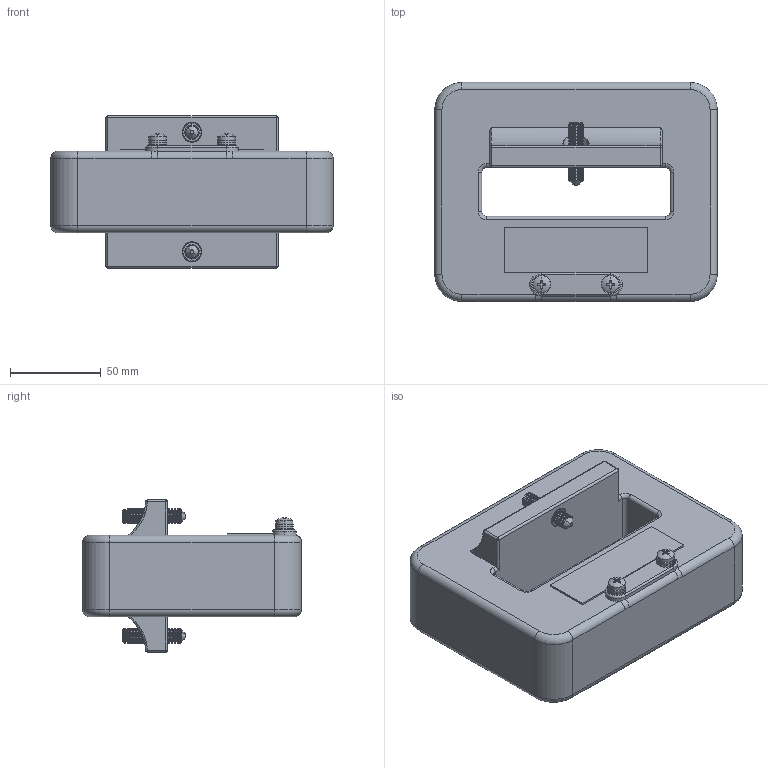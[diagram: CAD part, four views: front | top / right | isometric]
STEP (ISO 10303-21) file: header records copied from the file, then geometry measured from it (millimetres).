
FILE_DESCRIPTION (( 'STEP AP203' ), '1' );
FILE_NAME ('LMZJ1-0.66 100型.STEP', '2025-04-10T02:29:43', ( '微软用户' ), ( '微软中国' ), 'SwSTEP 2.0', 'SolidWorks 2019', '' );
FILE_SCHEMA (( 'CONFIG_CONTROL_DESIGN' ));
Length unit declared in the file: millimetre
Products named in the file (7): LMZJ1-0.66-1000-2500; 肣И璃8x12-籵謂; 肣И璃5x8; cross recessed pan head screws gb_GB_CROSS_SCREWS_TYPE1 M5X8-8  H type-S; plain washer form a_bsi_Bright washer BS 4320 - M5 (Form A); LMZJ1-0.66 100倰; slotted set screws with cone point gb_GB_FASTENER_SCREWS_NCB M8X35-S
Assembly tree (13 placements, depth 2):
  LMZJ1-0.66 100倰
    LMZJ1-0.66-1000-2500
    plain washer form a_bsi_Bright washer BS 4320 - M5 (Form A)  x4
    slotted set screws with cone point gb_GB_FASTENER_SCREWS_NCB M8X35-S  x2
    cross recessed pan head screws gb_GB_CROSS_SCREWS_TYPE1 M5X8-8  H type-S  x2
    肣И璃5x8  x2
    肣И璃8x12-籵謂  x2
Bounding box: 156 x 121 x 84 mm (x, y, z)
Volume: 772765.5 mm3; surface area: 80542.9 mm2
Topology: 13 solids, 13 shells, 1868 faces, 4794 edges, 2960 vertices
Faces by surface type: cylinder 830, plane 549, cone 448, torus 27, sphere 12, bspline 2
Entity records: 31166 total; most frequent: DIRECTION 5555, CARTESIAN_POINT 5461, ORIENTED_EDGE 5076, EDGE_CURVE 2538, AXIS2_PLACEMENT_3D 2061, VERTEX_POINT 1565, VECTOR 1433, LINE 1433
